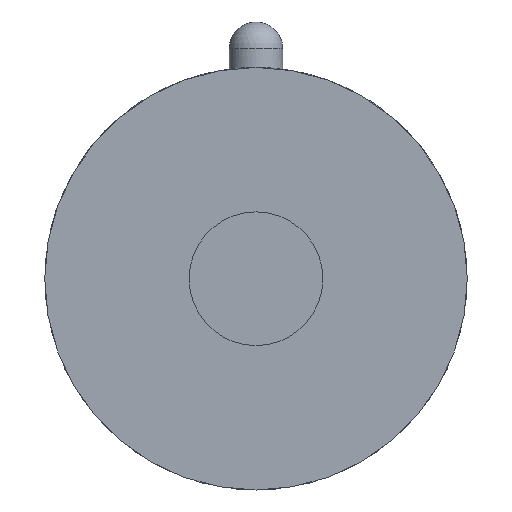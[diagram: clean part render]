
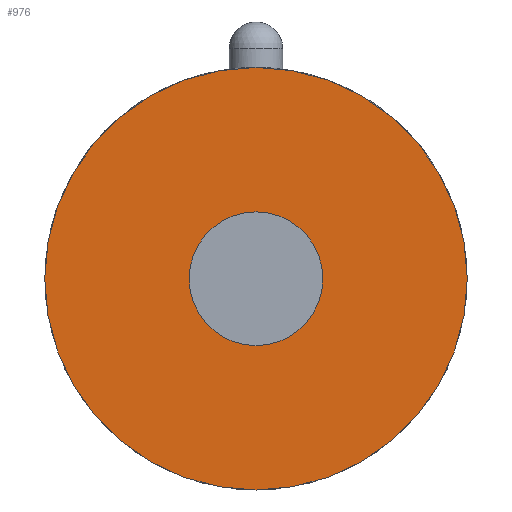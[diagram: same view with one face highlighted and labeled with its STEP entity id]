
A CAD part, front view. The second image highlights one B-rep face of the part: STEP entity #976.
In plain terms, the highlighted planar face has unit normal (0, -1, 0).
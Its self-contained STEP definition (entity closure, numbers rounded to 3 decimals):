
#308=CARTESIAN_POINT('',(0.,-5.6,0.));
#309=DIRECTION('',(0.,-1.,0.));
#310=DIRECTION('',(-1.,0.,0.));
#311=AXIS2_PLACEMENT_3D('',#308,#309,#310);
#313=CARTESIAN_POINT('',(0.,-5.6,0.));
#314=DIRECTION('',(0.,1.,0.));
#315=DIRECTION('',(-1.,0.,0.));
#316=AXIS2_PLACEMENT_3D('',#313,#314,#315);
#322=CARTESIAN_POINT('',(0.,-5.6,0.));
#323=DIRECTION('',(0.,1.,0.));
#324=DIRECTION('',(-1.,0.,0.));
#325=AXIS2_PLACEMENT_3D('',#322,#323,#324);
#331=CARTESIAN_POINT('',(0.,-5.6,0.));
#332=DIRECTION('',(0.,-1.,0.));
#333=DIRECTION('',(-1.,0.,0.));
#334=AXIS2_PLACEMENT_3D('',#331,#332,#333);
#500=CARTESIAN_POINT('',(-3.95,-5.6,0.));
#502=VERTEX_POINT('',#500);
#516=CARTESIAN_POINT('',(3.95,-5.6,0.));
#518=VERTEX_POINT('',#516);
#519=CARTESIAN_POINT('',(-1.25,-5.6,0.));
#521=VERTEX_POINT('',#519);
#523=CARTESIAN_POINT('',(1.25,-5.6,0.));
#525=VERTEX_POINT('',#523);
#961=CARTESIAN_POINT('',(0.,-5.6,0.));
#962=DIRECTION('',(0.,-1.,0.));
#963=DIRECTION('',(-1.,0.,0.));
#964=AXIS2_PLACEMENT_3D('',#961,#962,#963);
#965=PLANE('',#964);
#966=ORIENTED_EDGE('',*,*,#954,.F.);
#967=ORIENTED_EDGE('',*,*,#943,.T.);
#968=EDGE_LOOP('',(#966,#967));
#969=FACE_OUTER_BOUND('',#968,.F.);
#971=ORIENTED_EDGE('',*,*,#970,.F.);
#973=ORIENTED_EDGE('',*,*,#972,.T.);
#974=EDGE_LOOP('',(#971,#973));
#975=FACE_BOUND('',#974,.F.);
#312=CIRCLE('',#311,3.95);
#317=CIRCLE('',#316,3.95);
#326=CIRCLE('',#325,1.25);
#335=CIRCLE('',#334,1.25);
#943=EDGE_CURVE('',#502,#518,#317,.T.);
#954=EDGE_CURVE('',#502,#518,#312,.T.);
#970=EDGE_CURVE('',#521,#525,#326,.T.);
#972=EDGE_CURVE('',#521,#525,#335,.T.);
#976=ADVANCED_FACE('',(#969,#975),#965,.T.);
